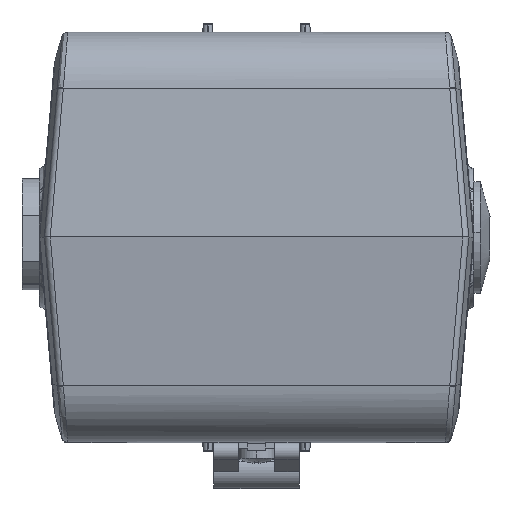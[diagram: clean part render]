
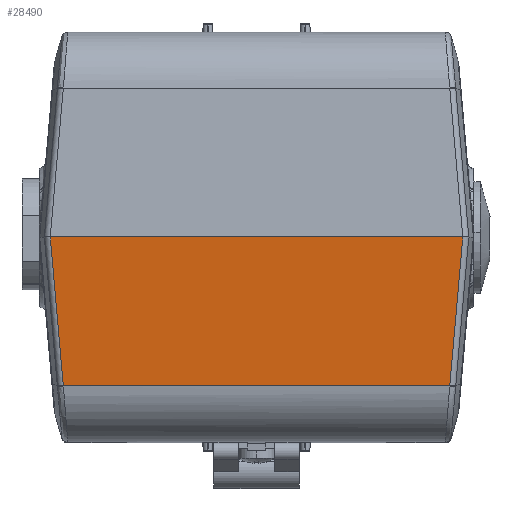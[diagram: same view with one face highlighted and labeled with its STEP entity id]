
A CAD part, top view. The second image highlights one B-rep face of the part: STEP entity #28490.
In plain terms, the highlighted planar face has unit normal (0, -0.087, 0.996).
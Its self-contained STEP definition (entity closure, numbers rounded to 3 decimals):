
#141 = EDGE_CURVE ( 'NONE', #34152, #17502, #20776, .T. ) ;
#303 = EDGE_LOOP ( 'NONE', ( #4208, #13067, #27848, #31690, #16743, #16572 ) ) ;
#1947 = EDGE_CURVE ( 'NONE', #17502, #16868, #33583, .T. ) ;
#3019 = VECTOR ( 'NONE', #32260, 1000. ) ;
#3129 = CARTESIAN_POINT ( 'NONE',  ( 22.99, 38.108, 101.822 ) ) ;
#3549 = CARTESIAN_POINT ( 'NONE',  ( 54.537, 62.479, 103.954 ) ) ;
#3767 = CARTESIAN_POINT ( 'NONE',  ( 20.862, 62.429, 103.949 ) ) ;
#3887 = EDGE_CURVE ( 'NONE', #16868, #13969, #11150, .T. ) ;
#4100 = VECTOR ( 'NONE', #24191, 1000. ) ;
#4208 = ORIENTED_EDGE ( 'NONE', *, *, #14625, .F. ) ;
#5728 = CARTESIAN_POINT ( 'NONE',  ( 20.862, 62.429, 103.949 ) ) ;
#5898 = EDGE_CURVE ( 'NONE', #33063, #34152, #15577, .T. ) ;
#6364 = AXIS2_PLACEMENT_3D ( 'NONE', #3549, #32610, #24334 ) ;
#6604 = DIRECTION ( 'NONE',  ( -0.087, -0.992, -0.087 ) ) ;
#6760 = CARTESIAN_POINT ( 'NONE',  ( 86.084, 38.108, 101.822 ) ) ;
#8283 = CARTESIAN_POINT ( 'NONE',  ( 22.984, 38.178, 101.828 ) ) ;
#8381 = CARTESIAN_POINT ( 'NONE',  ( 86.084, 38.108, 101.822 ) ) ;
#8459 = CARTESIAN_POINT ( 'NONE',  ( 54.537, 62.429, 103.949 ) ) ;
#9500 = CARTESIAN_POINT ( 'NONE',  ( 86.091, 38.178, 101.828 ) ) ;
#10161 = FACE_OUTER_BOUND ( 'NONE', #303, .T. ) ;
#10672 = VECTOR ( 'NONE', #6604, 1000. ) ;
#11036 = DIRECTION ( 'NONE',  ( -0.088, -0.992, -0.087 ) ) ;
#11150 = LINE ( 'NONE', #5728, #4100 ) ;
#12141 = CARTESIAN_POINT ( 'NONE',  ( 88.212, 62.429, 103.949 ) ) ;
#13067 = ORIENTED_EDGE ( 'NONE', *, *, #17429, .F. ) ;
#13241 = PLANE ( 'NONE',  #6364 ) ;
#13969 = VERTEX_POINT ( 'NONE', #3767 ) ;
#14401 = CARTESIAN_POINT ( 'NONE',  ( 54.537, 38.108, 101.822 ) ) ;
#14625 = EDGE_CURVE ( 'NONE', #32879, #33063, #30063, .T. ) ;
#14659 = CARTESIAN_POINT ( 'NONE',  ( 22.984, 38.178, 101.828 ) ) ;
#15577 = LINE ( 'NONE', #8381, #27965 ) ;
#16207 = CARTESIAN_POINT ( 'NONE',  ( 88.212, 62.429, 103.949 ) ) ;
#16572 = ORIENTED_EDGE ( 'NONE', *, *, #5898, .F. ) ;
#16743 = ORIENTED_EDGE ( 'NONE', *, *, #141, .F. ) ;
#16868 = VERTEX_POINT ( 'NONE', #14659 ) ;
#17429 = EDGE_CURVE ( 'NONE', #13969, #32879, #22099, .T. ) ;
#17502 = VERTEX_POINT ( 'NONE', #3129 ) ;
#19913 = DIRECTION ( 'NONE',  ( -1., 0., 0. ) ) ;
#20776 = LINE ( 'NONE', #14401, #28220 ) ;
#21464 = DIRECTION ( 'NONE',  ( 1., 0., 0. ) ) ;
#22099 = LINE ( 'NONE', #8459, #24992 ) ;
#24191 = DIRECTION ( 'NONE',  ( -0.087, 0.992, 0.087 ) ) ;
#24334 = DIRECTION ( 'NONE',  ( 0., 0.996, 0.087 ) ) ;
#24992 = VECTOR ( 'NONE', #21464, 1000. ) ;
#27848 = ORIENTED_EDGE ( 'NONE', *, *, #3887, .F. ) ;
#27965 = VECTOR ( 'NONE', #11036, 1000. ) ;
#28220 = VECTOR ( 'NONE', #19913, 1000. ) ;
#28490 = ADVANCED_FACE ( 'NONE', ( #10161 ), #13241, .F. ) ;
#30063 = LINE ( 'NONE', #12141, #10672 ) ;
#31690 = ORIENTED_EDGE ( 'NONE', *, *, #1947, .F. ) ;
#32260 = DIRECTION ( 'NONE',  ( -0.088, 0.992, 0.087 ) ) ;
#32610 = DIRECTION ( 'NONE',  ( 0., 0.087, -0.996 ) ) ;
#32879 = VERTEX_POINT ( 'NONE', #16207 ) ;
#33063 = VERTEX_POINT ( 'NONE', #9500 ) ;
#33583 = LINE ( 'NONE', #8283, #3019 ) ;
#34152 = VERTEX_POINT ( 'NONE', #6760 ) ;
